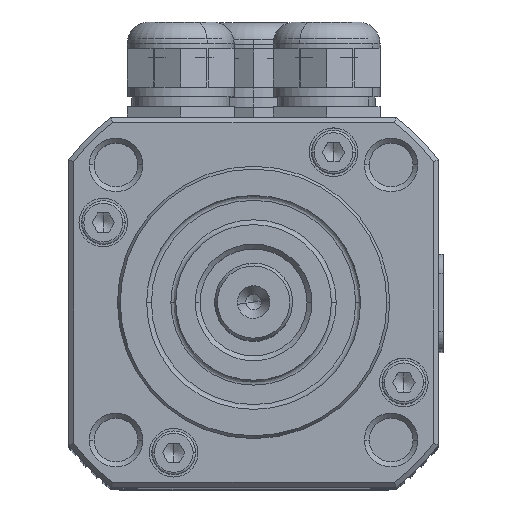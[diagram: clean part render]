
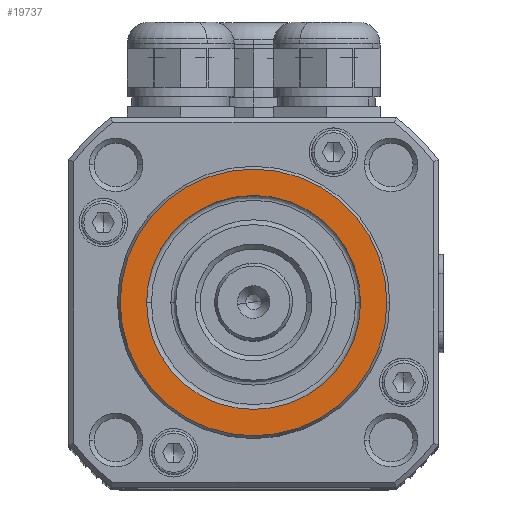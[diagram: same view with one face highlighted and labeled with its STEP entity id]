
A CAD part, top view. The second image highlights one B-rep face of the part: STEP entity #19737.
In plain terms, the highlighted planar face has unit normal (0, 0, 1).
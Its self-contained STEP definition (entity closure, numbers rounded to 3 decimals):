
#839=CARTESIAN_POINT('',(-13.711,0.,91.5));
#840=VERTEX_POINT('',#839);
#847=CARTESIAN_POINT('',(13.711,0.,91.5));
#848=VERTEX_POINT('',#847);
#849=CARTESIAN_POINT('',(0.,0.,91.5));
#850=DIRECTION('',(0.0,0.0,-1.0));
#851=DIRECTION('',(-1.0,0.0,0.0));
#852=AXIS2_PLACEMENT_3D('',#849,#850,#851);
#853=CIRCLE('',#852,13.711);
#854=EDGE_CURVE('',#840,#848,#853,.T.);
#980=CARTESIAN_POINT('',(-11.,0.,91.5));
#981=VERTEX_POINT('',#980);
#997=CARTESIAN_POINT('',(11.,0.,91.5));
#998=VERTEX_POINT('',#997);
#1005=CARTESIAN_POINT('',(0.,0.,91.5));
#1006=DIRECTION('',(0.0,0.0,-1.0));
#1007=DIRECTION('',(-1.0,0.0,0.0));
#1008=AXIS2_PLACEMENT_3D('',#1005,#1006,#1007);
#1009=CIRCLE('',#1008,11.0);
#1010=EDGE_CURVE('',#981,#998,#1009,.T.);
#19706=CARTESIAN_POINT('',(0.,0.,91.5));
#19707=DIRECTION('',(0.0,0.0,-1.0));
#19708=DIRECTION('',(-1.0,0.0,0.0));
#19709=AXIS2_PLACEMENT_3D('',#19706,#19707,#19708);
#19710=CIRCLE('',#19709,11.0);
#19711=EDGE_CURVE('',#998,#981,#19710,.T.);
#19718=CARTESIAN_POINT('',(0.,0.,91.5));
#19719=DIRECTION('',(0.0,0.0,-1.0));
#19720=DIRECTION('',(-1.0,0.0,0.0));
#19721=AXIS2_PLACEMENT_3D('',#19718,#19719,#19720);
#19722=PLANE('',#19721);
#19723=CARTESIAN_POINT('',(0.,0.,91.5));
#19724=DIRECTION('',(0.0,0.0,-1.0));
#19725=DIRECTION('',(-1.0,0.0,0.0));
#19726=AXIS2_PLACEMENT_3D('',#19723,#19724,#19725);
#19727=CIRCLE('',#19726,13.711);
#19728=EDGE_CURVE('',#848,#840,#19727,.T.);
#19729=ORIENTED_EDGE('',*,*,#19728,.F.);
#19730=ORIENTED_EDGE('',*,*,#854,.F.);
#19731=EDGE_LOOP('',(#19729,#19730));
#19732=FACE_OUTER_BOUND('',#19731,.T.);
#19733=ORIENTED_EDGE('',*,*,#19711,.T.);
#19734=ORIENTED_EDGE('',*,*,#1010,.T.);
#19735=EDGE_LOOP('',(#19733,#19734));
#19736=FACE_BOUND('',#19735,.T.);
#19737=ADVANCED_FACE('',(#19732,#19736),#19722,.F.);
